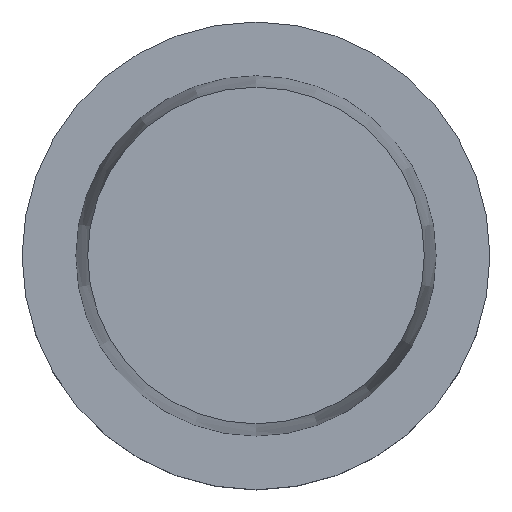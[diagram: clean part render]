
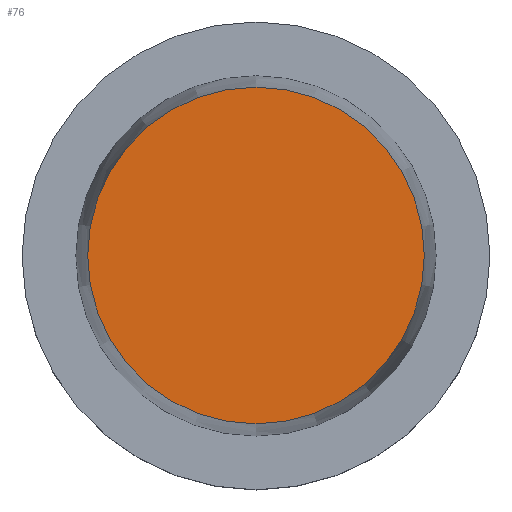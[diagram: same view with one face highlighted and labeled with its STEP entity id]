
A CAD part, top view. The second image highlights one B-rep face of the part: STEP entity #76.
In plain terms, the highlighted planar face has unit normal (0, 0, 1).
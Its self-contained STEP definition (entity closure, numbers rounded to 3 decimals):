
#76=ADVANCED_FACE('Unnamed[1]',(#193),#194,.T.);
#106=EDGE_CURVE('Unnamed[1]',#240,#240,#241,.T.);
#193=FACE_OUTER_BOUND('',#347,.T.);
#194=PLANE('',#348);
#240=VERTEX_POINT('',#406);
#241=CIRCLE('',#407,44.978);
#347=EDGE_LOOP('',(#523));
#348=AXIS2_PLACEMENT_3D('',#524,#525,#526);
#406=CARTESIAN_POINT('',(0.,44.978,63.));
#407=AXIS2_PLACEMENT_3D('',#577,#578,#579);
#523=ORIENTED_EDGE('',*,*,#106,.F.);
#524=CARTESIAN_POINT('',(0.,22.489,63.));
#525=DIRECTION('',(0.,0.,1.0));
#526=DIRECTION('',(0.,-1.0,0.));
#577=CARTESIAN_POINT('',(0.,0.,63.));
#578=DIRECTION('',(0.,0.,-1.0));
#579=DIRECTION('',(0.,1.0,0.));
